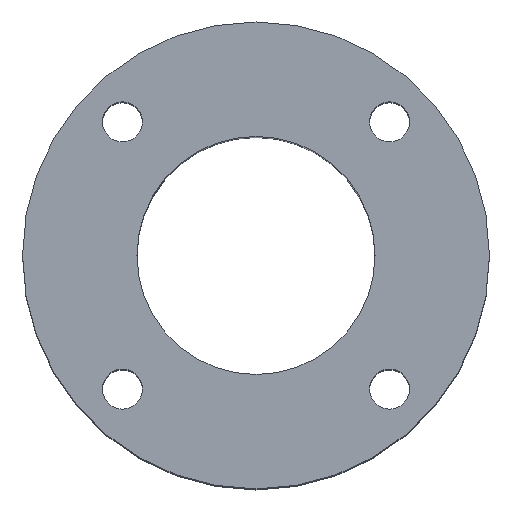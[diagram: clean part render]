
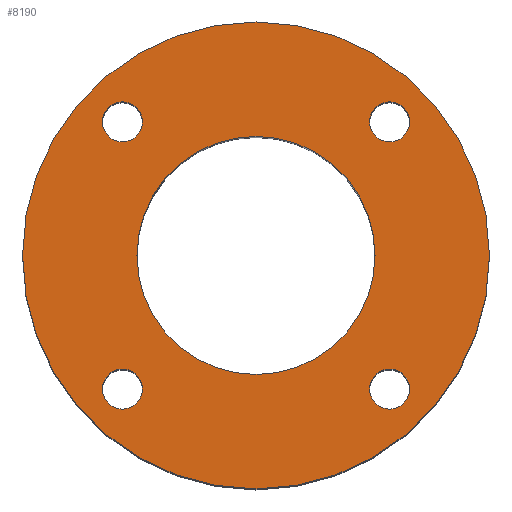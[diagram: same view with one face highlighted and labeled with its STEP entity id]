
A CAD part, top view. The second image highlights one B-rep face of the part: STEP entity #8190.
In plain terms, the highlighted planar face has unit normal (0, 0, 1).
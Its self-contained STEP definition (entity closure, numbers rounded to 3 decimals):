
#115 = EDGE_CURVE ( 'NONE', #25363, #17708, #14287, .T. ) ;
#272 = AXIS2_PLACEMENT_3D ( 'NONE', #1514, #21740, #13093 ) ;
#461 = AXIS2_PLACEMENT_3D ( 'NONE', #16240, #987, #707 ) ;
#465 = DIRECTION ( 'NONE',  ( 1., 0., 0. ) ) ;
#705 = DIRECTION ( 'NONE',  ( 0., 1., 0. ) ) ;
#707 = DIRECTION ( 'NONE',  ( 1., 0., 0. ) ) ;
#987 = DIRECTION ( 'NONE',  ( 0., 0., 1. ) ) ;
#1316 = FACE_BOUND ( 'NONE', #7975, .T. ) ;
#1461 = CARTESIAN_POINT ( 'NONE',  ( 53.55, 0., 0. ) ) ;
#1514 = CARTESIAN_POINT ( 'NONE',  ( -60.104, -60.104, 0. ) ) ;
#1836 = CIRCLE ( 'NONE', #4642, 105. ) ;
#2763 = VERTEX_POINT ( 'NONE', #15611 ) ;
#3600 = DIRECTION ( 'NONE',  ( 0., -1., 0. ) ) ;
#3610 = EDGE_LOOP ( 'NONE', ( #14735, #23329 ) ) ;
#3743 = AXIS2_PLACEMENT_3D ( 'NONE', #14166, #24717, #9490 ) ;
#3967 = FACE_OUTER_BOUND ( 'NONE', #4192, .T. ) ;
#3972 = CARTESIAN_POINT ( 'NONE',  ( -69.104, -60.104, 0. ) ) ;
#4111 = CARTESIAN_POINT ( 'NONE',  ( 0., 53.55, 0. ) ) ;
#4192 = EDGE_LOOP ( 'NONE', ( #22214, #21171 ) ) ;
#4341 = DIRECTION ( 'NONE',  ( 0., 0., 1. ) ) ;
#4577 = EDGE_CURVE ( 'NONE', #2763, #4875, #10566, .T. ) ;
#4642 = AXIS2_PLACEMENT_3D ( 'NONE', #25143, #18847, #20905 ) ;
#4733 = DIRECTION ( 'NONE',  ( 0., -1., 0. ) ) ;
#4875 = VERTEX_POINT ( 'NONE', #3972 ) ;
#4940 = AXIS2_PLACEMENT_3D ( 'NONE', #24404, #4341, #6108 ) ;
#5007 = CARTESIAN_POINT ( 'NONE',  ( 0., 0., 0. ) ) ;
#5568 = CIRCLE ( 'NONE', #20077, 105. ) ;
#5730 = FACE_BOUND ( 'NONE', #3610, .T. ) ;
#6024 = VERTEX_POINT ( 'NONE', #6858 ) ;
#6043 = VERTEX_POINT ( 'NONE', #27057 ) ;
#6108 = DIRECTION ( 'NONE',  ( 1., 0., 0. ) ) ;
#6835 = EDGE_CURVE ( 'NONE', #13402, #16529, #26935, .T. ) ;
#6858 = CARTESIAN_POINT ( 'NONE',  ( 69.104, 60.104, 0. ) ) ;
#7605 = VERTEX_POINT ( 'NONE', #10522 ) ;
#7849 = DIRECTION ( 'NONE',  ( 0., 0., 1. ) ) ;
#7874 = VERTEX_POINT ( 'NONE', #17754 ) ;
#7923 = FACE_BOUND ( 'NONE', #16058, .T. ) ;
#7975 = EDGE_LOOP ( 'NONE', ( #17219, #9243 ) ) ;
#8190 = ADVANCED_FACE ( 'NONE', ( #7923, #19496, #28564, #5730, #1316, #3967 ), #27965, .F. ) ;
#8362 = CIRCLE ( 'NONE', #24732, 53.55 ) ;
#8405 = AXIS2_PLACEMENT_3D ( 'NONE', #22528, #20917, #13599 ) ;
#9243 = ORIENTED_EDGE ( 'NONE', *, *, #115, .F. ) ;
#9251 = CARTESIAN_POINT ( 'NONE',  ( 0., 0., 0. ) ) ;
#9324 = CIRCLE ( 'NONE', #13077, 9. ) ;
#9410 = ORIENTED_EDGE ( 'NONE', *, *, #4577, .F. ) ;
#9445 = CARTESIAN_POINT ( 'NONE',  ( -60.104, 60.104, 0. ) ) ;
#9490 = DIRECTION ( 'NONE',  ( -1., 0., 0. ) ) ;
#10116 = AXIS2_PLACEMENT_3D ( 'NONE', #22543, #11858, #705 ) ;
#10260 = CARTESIAN_POINT ( 'NONE',  ( -69.104, 60.104, 0. ) ) ;
#10263 = DIRECTION ( 'NONE',  ( 0., 0., -1. ) ) ;
#10286 = CIRCLE ( 'NONE', #461, 9. ) ;
#10522 = CARTESIAN_POINT ( 'NONE',  ( 51.104, -60.104, 0. ) ) ;
#10566 = CIRCLE ( 'NONE', #272, 9. ) ;
#10627 = EDGE_CURVE ( 'NONE', #11628, #7605, #16719, .T. ) ;
#10674 = EDGE_LOOP ( 'NONE', ( #21110, #15947 ) ) ;
#11628 = VERTEX_POINT ( 'NONE', #17206 ) ;
#11797 = DIRECTION ( 'NONE',  ( 0., 0., 1. ) ) ;
#11858 = DIRECTION ( 'NONE',  ( 0., 0., 1. ) ) ;
#12321 = DIRECTION ( 'NONE',  ( 1., 0., 0. ) ) ;
#12596 = AXIS2_PLACEMENT_3D ( 'NONE', #9445, #11797, #20733 ) ;
#12635 = CIRCLE ( 'NONE', #3743, 9. ) ;
#13077 = AXIS2_PLACEMENT_3D ( 'NONE', #15028, #7849, #3600 ) ;
#13093 = DIRECTION ( 'NONE',  ( -1., 0., 0. ) ) ;
#13253 = EDGE_CURVE ( 'NONE', #19229, #6043, #5568, .T. ) ;
#13402 = VERTEX_POINT ( 'NONE', #10260 ) ;
#13599 = DIRECTION ( 'NONE',  ( 1., 0., 0. ) ) ;
#13724 = EDGE_CURVE ( 'NONE', #16529, #13402, #27999, .T. ) ;
#14166 = CARTESIAN_POINT ( 'NONE',  ( -60.104, -60.104, 0. ) ) ;
#14287 = CIRCLE ( 'NONE', #4940, 53.55 ) ;
#14735 = ORIENTED_EDGE ( 'NONE', *, *, #16524, .F. ) ;
#15028 = CARTESIAN_POINT ( 'NONE',  ( 60.104, -60.104, 0. ) ) ;
#15611 = CARTESIAN_POINT ( 'NONE',  ( -51.104, -60.104, 0. ) ) ;
#15947 = ORIENTED_EDGE ( 'NONE', *, *, #6835, .F. ) ;
#16058 = EDGE_LOOP ( 'NONE', ( #16917, #24360 ) ) ;
#16240 = CARTESIAN_POINT ( 'NONE',  ( 60.104, 60.104, 0. ) ) ;
#16524 = EDGE_CURVE ( 'NONE', #6024, #7874, #10286, .T. ) ;
#16529 = VERTEX_POINT ( 'NONE', #27217 ) ;
#16719 = CIRCLE ( 'NONE', #25601, 9. ) ;
#16917 = ORIENTED_EDGE ( 'NONE', *, *, #10627, .F. ) ;
#16986 = EDGE_CURVE ( 'NONE', #17708, #25363, #8362, .T. ) ;
#17206 = CARTESIAN_POINT ( 'NONE',  ( 69.104, -60.104, 0. ) ) ;
#17219 = ORIENTED_EDGE ( 'NONE', *, *, #16986, .F. ) ;
#17708 = VERTEX_POINT ( 'NONE', #1461 ) ;
#17754 = CARTESIAN_POINT ( 'NONE',  ( 51.104, 60.104, 0. ) ) ;
#18459 = EDGE_LOOP ( 'NONE', ( #9410, #28475 ) ) ;
#18765 = DIRECTION ( 'NONE',  ( 0., 0., 1. ) ) ;
#18847 = DIRECTION ( 'NONE',  ( 0., 0., 1. ) ) ;
#18941 = EDGE_CURVE ( 'NONE', #6043, #19229, #1836, .T. ) ;
#19052 = EDGE_CURVE ( 'NONE', #7605, #11628, #9324, .T. ) ;
#19229 = VERTEX_POINT ( 'NONE', #27291 ) ;
#19496 = FACE_BOUND ( 'NONE', #18459, .T. ) ;
#20028 = EDGE_CURVE ( 'NONE', #7874, #6024, #21042, .T. ) ;
#20029 = EDGE_CURVE ( 'NONE', #4875, #2763, #12635, .T. ) ;
#20040 = CARTESIAN_POINT ( 'NONE',  ( -53.55, 0., 0. ) ) ;
#20077 = AXIS2_PLACEMENT_3D ( 'NONE', #5007, #20692, #465 ) ;
#20692 = DIRECTION ( 'NONE',  ( 0., 0., 1. ) ) ;
#20733 = DIRECTION ( 'NONE',  ( 0., 1., 0. ) ) ;
#20905 = DIRECTION ( 'NONE',  ( 1., 0., 0. ) ) ;
#20917 = DIRECTION ( 'NONE',  ( 0., 0., 1. ) ) ;
#21042 = CIRCLE ( 'NONE', #8405, 9. ) ;
#21110 = ORIENTED_EDGE ( 'NONE', *, *, #13724, .F. ) ;
#21171 = ORIENTED_EDGE ( 'NONE', *, *, #13253, .T. ) ;
#21740 = DIRECTION ( 'NONE',  ( 0., 0., 1. ) ) ;
#21845 = DIRECTION ( 'NONE',  ( -1., 0., 0. ) ) ;
#22174 = DIRECTION ( 'NONE',  ( 0., 0., 1. ) ) ;
#22214 = ORIENTED_EDGE ( 'NONE', *, *, #18941, .T. ) ;
#22528 = CARTESIAN_POINT ( 'NONE',  ( 60.104, 60.104, 0. ) ) ;
#22543 = CARTESIAN_POINT ( 'NONE',  ( -60.104, 60.104, 0. ) ) ;
#23329 = ORIENTED_EDGE ( 'NONE', *, *, #20028, .F. ) ;
#24360 = ORIENTED_EDGE ( 'NONE', *, *, #19052, .F. ) ;
#24404 = CARTESIAN_POINT ( 'NONE',  ( 0., 0., 0. ) ) ;
#24717 = DIRECTION ( 'NONE',  ( 0., 0., 1. ) ) ;
#24732 = AXIS2_PLACEMENT_3D ( 'NONE', #9251, #18765, #12321 ) ;
#24798 = CARTESIAN_POINT ( 'NONE',  ( 60.104, -60.104, 0. ) ) ;
#25143 = CARTESIAN_POINT ( 'NONE',  ( 0., 0., 0. ) ) ;
#25363 = VERTEX_POINT ( 'NONE', #20040 ) ;
#25584 = AXIS2_PLACEMENT_3D ( 'NONE', #4111, #10263, #21845 ) ;
#25601 = AXIS2_PLACEMENT_3D ( 'NONE', #24798, #22174, #4733 ) ;
#26935 = CIRCLE ( 'NONE', #10116, 9. ) ;
#27057 = CARTESIAN_POINT ( 'NONE',  ( 105., 0., 0. ) ) ;
#27217 = CARTESIAN_POINT ( 'NONE',  ( -51.104, 60.104, 0. ) ) ;
#27291 = CARTESIAN_POINT ( 'NONE',  ( -105., 0., 0. ) ) ;
#27965 = PLANE ( 'NONE',  #25584 ) ;
#27999 = CIRCLE ( 'NONE', #12596, 9. ) ;
#28475 = ORIENTED_EDGE ( 'NONE', *, *, #20029, .F. ) ;
#28564 = FACE_BOUND ( 'NONE', #10674, .T. ) ;
